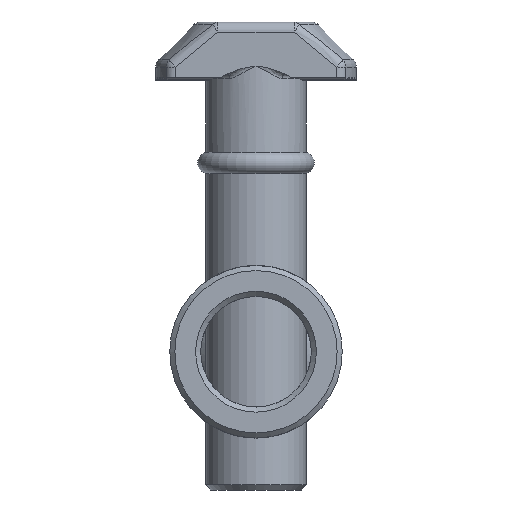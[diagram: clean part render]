
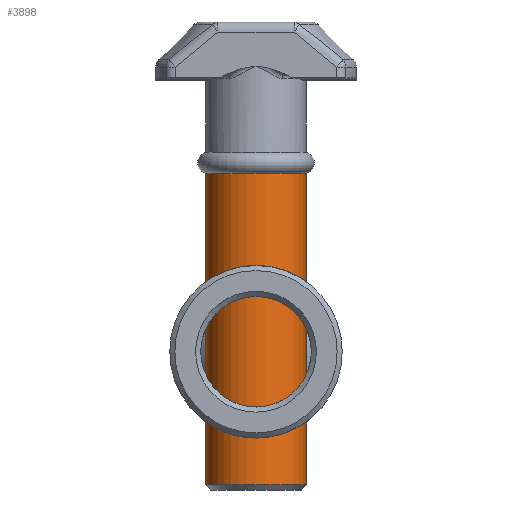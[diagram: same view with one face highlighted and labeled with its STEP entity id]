
A CAD part, front view. The second image highlights one B-rep face of the part: STEP entity #3898.
In plain terms, the highlighted cylindrical face has radius 4.9 mm (diameter 9.8 mm), a full revolution.
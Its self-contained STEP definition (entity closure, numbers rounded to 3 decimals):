
#161=FACE_BOUND('',#544,.T.);
#217=CYLINDRICAL_SURFACE('',#4291,4.9);
#310=FACE_OUTER_BOUND('',#543,.T.);
#543=EDGE_LOOP('',(#2806,#2807,#2808,#2809,#2810));
#544=EDGE_LOOP('',(#2811));
#760=B_SPLINE_CURVE_WITH_KNOTS('',3,(#5584,#5585,#5586,#5587,#5588,#5589,
#5590,#5591,#5592,#5593,#5594,#5595,#5596,#5597,#5598,#5599,#5600,#5601,
#5602,#5603,#5604,#5605,#5606,#5607,#5608,#5609,#5610,#5611,#5612,#5613,
#5614,#5615,#5616,#5617,#5618,#5619,#5620,#5621,#5622,#5623,#5624,#5625,
#5626,#5627,#5628,#5629,#5630,#5631,#5632,#5633),.UNSPECIFIED.,.T.,.F.,
(4,2,2,2,2,2,2,2,2,2,2,2,2,2,2,2,2,2,2,2,2,2,2,2,4),(0.,0.187,
0.373,0.484,0.595,0.688,0.782,
0.876,0.97,1.08,1.191,1.378,
1.564,1.751,1.938,2.048,2.159,
2.253,2.347,2.44,2.534,2.645,
2.756,2.942,3.129),.UNSPECIFIED.);
#1009=LINE('',#6942,#1222);
#1222=VECTOR('',#4816,4.9);
#1442=CIRCLE('',#4284,4.9);
#1444=CIRCLE('',#4286,4.9);
#1447=CIRCLE('',#4292,4.9);
#1574=VERTEX_POINT('',#5582);
#1721=VERTEX_POINT('',#6678);
#1722=VERTEX_POINT('',#6679);
#1729=VERTEX_POINT('',#6941);
#1977=EDGE_CURVE('',#1574,#1574,#760,.T.);
#2144=EDGE_CURVE('',#1721,#1722,#1442,.T.);
#2147=EDGE_CURVE('',#1722,#1721,#1444,.T.);
#2156=EDGE_CURVE('',#1721,#1729,#1009,.T.);
#2157=EDGE_CURVE('',#1729,#1729,#1447,.T.);
#2806=ORIENTED_EDGE('',*,*,#2144,.F.);
#2807=ORIENTED_EDGE('',*,*,#2156,.T.);
#2808=ORIENTED_EDGE('',*,*,#2157,.T.);
#2809=ORIENTED_EDGE('',*,*,#2156,.F.);
#2810=ORIENTED_EDGE('',*,*,#2147,.F.);
#2811=ORIENTED_EDGE('',*,*,#1977,.T.);
#3898=ADVANCED_FACE('',(#310,#161),#217,.T.);
#4284=AXIS2_PLACEMENT_3D('',#6680,#4797,#4798);
#4286=AXIS2_PLACEMENT_3D('',#6684,#4802,#4803);
#4291=AXIS2_PLACEMENT_3D('',#6940,#4814,#4815);
#4292=AXIS2_PLACEMENT_3D('',#6943,#4817,#4818);
#4797=DIRECTION('center_axis',(0.,0.,-1.));
#4798=DIRECTION('ref_axis',(0.,1.,0.));
#4802=DIRECTION('center_axis',(0.,0.,-1.));
#4803=DIRECTION('ref_axis',(0.,1.,0.));
#4814=DIRECTION('center_axis',(0.,0.,-1.));
#4815=DIRECTION('ref_axis',(0.,1.,0.));
#4816=DIRECTION('',(0.,0.,1.));
#4817=DIRECTION('center_axis',(0.,0.,-1.));
#4818=DIRECTION('ref_axis',(0.,1.,0.));
#5582=CARTESIAN_POINT('',(4.9,0.,-26.2));
#5584=CARTESIAN_POINT('Ctrl Pts',(2.871,3.971,-32.2));
#5585=CARTESIAN_POINT('Ctrl Pts',(2.871,3.971,-32.822));
#5586=CARTESIAN_POINT('Ctrl Pts',(2.966,3.907,-33.489));
#5587=CARTESIAN_POINT('Ctrl Pts',(3.297,3.631,-34.758));
#5588=CARTESIAN_POINT('Ctrl Pts',(3.527,3.419,-35.362));
#5589=CARTESIAN_POINT('Ctrl Pts',(3.88,3.,-36.188));
#5590=CARTESIAN_POINT('Ctrl Pts',(4.029,2.803,-36.509));
#5591=CARTESIAN_POINT('Ctrl Pts',(4.315,2.338,-37.097));
#5592=CARTESIAN_POINT('Ctrl Pts',(4.452,2.069,-37.363));
#5593=CARTESIAN_POINT('Ctrl Pts',(4.656,1.547,-37.752));
#5594=CARTESIAN_POINT('Ctrl Pts',(4.745,1.261,-37.917));
#5595=CARTESIAN_POINT('Ctrl Pts',(4.868,0.644,-38.142));
#5596=CARTESIAN_POINT('Ctrl Pts',(4.9,0.312,-38.2));
#5597=CARTESIAN_POINT('Ctrl Pts',(4.9,-0.312,-38.2));
#5598=CARTESIAN_POINT('Ctrl Pts',(4.868,-0.644,-38.142));
#5599=CARTESIAN_POINT('Ctrl Pts',(4.745,-1.261,-37.917));
#5600=CARTESIAN_POINT('Ctrl Pts',(4.656,-1.547,-37.752));
#5601=CARTESIAN_POINT('Ctrl Pts',(4.452,-2.069,-37.363));
#5602=CARTESIAN_POINT('Ctrl Pts',(4.315,-2.338,-37.097));
#5603=CARTESIAN_POINT('Ctrl Pts',(4.029,-2.803,-36.509));
#5604=CARTESIAN_POINT('Ctrl Pts',(3.88,-3.,-36.188));
#5605=CARTESIAN_POINT('Ctrl Pts',(3.527,-3.419,-35.362));
#5606=CARTESIAN_POINT('Ctrl Pts',(3.297,-3.631,-34.758));
#5607=CARTESIAN_POINT('Ctrl Pts',(2.966,-3.907,-33.489));
#5608=CARTESIAN_POINT('Ctrl Pts',(2.871,-3.971,-32.822));
#5609=CARTESIAN_POINT('Ctrl Pts',(2.871,-3.971,-31.578));
#5610=CARTESIAN_POINT('Ctrl Pts',(2.966,-3.907,-30.911));
#5611=CARTESIAN_POINT('Ctrl Pts',(3.297,-3.631,-29.642));
#5612=CARTESIAN_POINT('Ctrl Pts',(3.527,-3.419,-29.038));
#5613=CARTESIAN_POINT('Ctrl Pts',(3.88,-3.,-28.212));
#5614=CARTESIAN_POINT('Ctrl Pts',(4.029,-2.803,-27.891));
#5615=CARTESIAN_POINT('Ctrl Pts',(4.315,-2.338,-27.303));
#5616=CARTESIAN_POINT('Ctrl Pts',(4.452,-2.069,-27.037));
#5617=CARTESIAN_POINT('Ctrl Pts',(4.656,-1.547,-26.648));
#5618=CARTESIAN_POINT('Ctrl Pts',(4.745,-1.261,-26.483));
#5619=CARTESIAN_POINT('Ctrl Pts',(4.868,-0.644,-26.258));
#5620=CARTESIAN_POINT('Ctrl Pts',(4.9,-0.312,-26.2));
#5621=CARTESIAN_POINT('Ctrl Pts',(4.9,0.312,-26.2));
#5622=CARTESIAN_POINT('Ctrl Pts',(4.868,0.644,-26.258));
#5623=CARTESIAN_POINT('Ctrl Pts',(4.745,1.261,-26.483));
#5624=CARTESIAN_POINT('Ctrl Pts',(4.656,1.547,-26.648));
#5625=CARTESIAN_POINT('Ctrl Pts',(4.452,2.069,-27.037));
#5626=CARTESIAN_POINT('Ctrl Pts',(4.315,2.338,-27.303));
#5627=CARTESIAN_POINT('Ctrl Pts',(4.029,2.803,-27.891));
#5628=CARTESIAN_POINT('Ctrl Pts',(3.88,3.,-28.212));
#5629=CARTESIAN_POINT('Ctrl Pts',(3.527,3.419,-29.038));
#5630=CARTESIAN_POINT('Ctrl Pts',(3.297,3.631,-29.642));
#5631=CARTESIAN_POINT('Ctrl Pts',(2.966,3.907,-30.911));
#5632=CARTESIAN_POINT('Ctrl Pts',(2.871,3.971,-31.578));
#5633=CARTESIAN_POINT('Ctrl Pts',(2.871,3.971,-32.2));
#6678=CARTESIAN_POINT('',(0.,-4.9,-45.2));
#6679=CARTESIAN_POINT('',(0.,4.9,-45.2));
#6680=CARTESIAN_POINT('Origin',(0.,0.,-45.2));
#6684=CARTESIAN_POINT('Origin',(0.,0.,-45.2));
#6940=CARTESIAN_POINT('Origin',(0.,0.,-45.7));
#6941=CARTESIAN_POINT('',(0.,-4.9,-14.8));
#6942=CARTESIAN_POINT('',(0.,-4.9,-45.7));
#6943=CARTESIAN_POINT('Origin',(0.,0.,-14.8));
